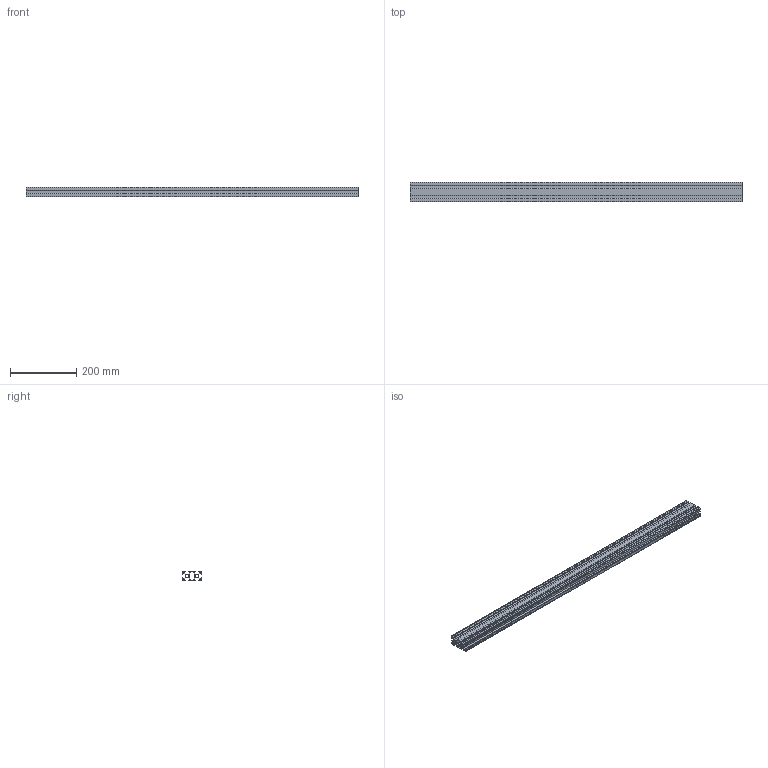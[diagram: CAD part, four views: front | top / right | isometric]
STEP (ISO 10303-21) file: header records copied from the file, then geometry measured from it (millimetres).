
FILE_DESCRIPTION (( 'STEP AP203' ), '1' );
FILE_NAME ('AL-PSB-3060-(B) Àëþìèíèåâûé êîíñòðóêöèîííûé ïðîôèëü 30x60B.STEP', '2024-02-15T13:23:07', ( '' ), ( '' ), 'SwSTEP 2.0', 'SolidWorks 2021', '' );
FILE_SCHEMA (( 'CONFIG_CONTROL_DESIGN' ));
Length unit declared in the file: millimetre
Products named in the file (1): AL-PSB-3060-(B) Àëþìèíèåâûé êîíñòðóêöèîííûé ïðîôèëü 30x60B
Bounding box: 1000 x 60 x 30 mm (x, y, z)
Volume: 552220.1 mm3; surface area: 568323.5 mm2
Topology: 1 solids, 1 shells, 208 faces, 618 edges, 412 vertices
Faces by surface type: plane 134, cylinder 74
Entity records: 7075 total; most frequent: CARTESIAN_POINT 1239, ORIENTED_EDGE 1236, DIRECTION 1184, EDGE_CURVE 618, LINE 470, VECTOR 470, VERTEX_POINT 412, AXIS2_PLACEMENT_3D 357
